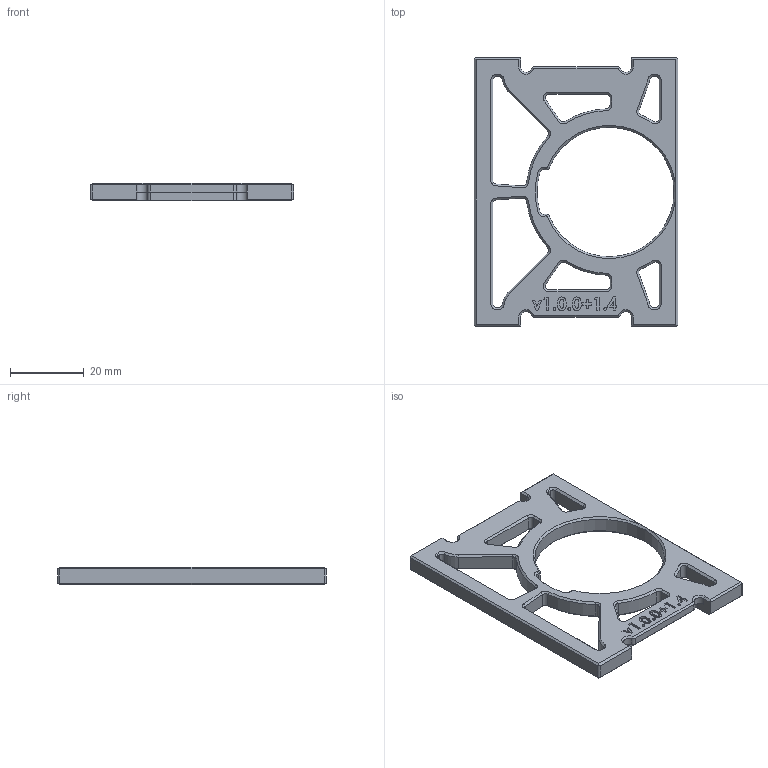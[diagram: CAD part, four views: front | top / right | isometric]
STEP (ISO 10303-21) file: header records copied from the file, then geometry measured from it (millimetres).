
FILE_DESCRIPTION (( 'STEP AP214' ), '1' );
FILE_NAME ('motor_back.STEP', '2023-05-01T22:50:16', ( '' ), ( '' ), 'SwSTEP 2.0', 'SolidWorks 2021', '' );
FILE_SCHEMA (( 'AUTOMOTIVE_DESIGN' ));
Length unit declared in the file: millimetre
Products named in the file (1): motor_back
Bounding box: 55 x 72.5 x 4.8 mm (x, y, z)
Volume: 9135 mm3; surface area: 6984.3 mm2
Topology: 1 solids, 1 shells, 350 faces, 872 edges, 535 vertices
Faces by surface type: plane 154, cone 98, cylinder 66, bspline 32
Entity records: 12003 total; most frequent: CARTESIAN_POINT 3770, ORIENTED_EDGE 1744, DIRECTION 1643, EDGE_CURVE 872, VECTOR 555, LINE 555, AXIS2_PLACEMENT_3D 544, VERTEX_POINT 535
